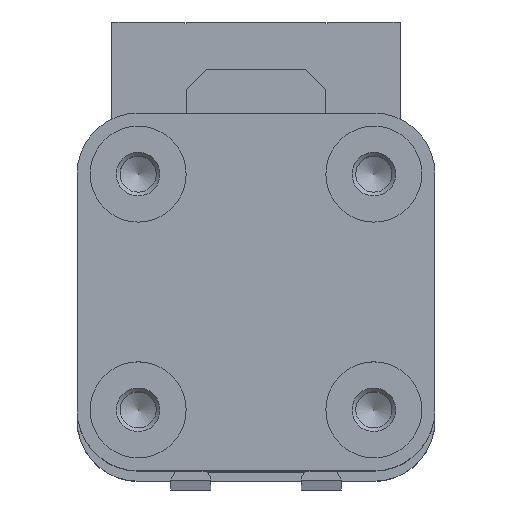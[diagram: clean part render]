
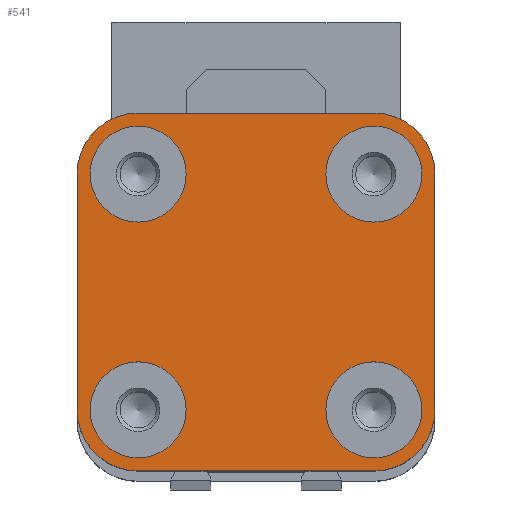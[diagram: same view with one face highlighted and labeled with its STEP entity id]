
A CAD part, top view. The second image highlights one B-rep face of the part: STEP entity #541.
In plain terms, the highlighted planar face has unit normal (0, 0, 1).
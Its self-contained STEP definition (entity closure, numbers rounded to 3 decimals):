
#541 = ADVANCED_FACE( '', ( #1168, #1169, #1170, #1171, #1172 ), #1173, .T. );
#1168 = FACE_BOUND( '', #1899, .T. );
#1169 = FACE_BOUND( '', #1900, .T. );
#1170 = FACE_BOUND( '', #1901, .T. );
#1171 = FACE_BOUND( '', #1902, .T. );
#1172 = FACE_OUTER_BOUND( '', #1903, .T. );
#1173 = PLANE( '', #1904 );
#1899 = EDGE_LOOP( '', ( #3198 ) );
#1900 = EDGE_LOOP( '', ( #3199 ) );
#1901 = EDGE_LOOP( '', ( #3200 ) );
#1902 = EDGE_LOOP( '', ( #3201 ) );
#1903 = EDGE_LOOP( '', ( #3202, #3203, #3204, #3205, #3206, #3207, #3208, #3209 ) );
#1904 = AXIS2_PLACEMENT_3D( '', #3210, #3211, #3212 );
#3198 = ORIENTED_EDGE( '', *, *, #4334, .T. );
#3199 = ORIENTED_EDGE( '', *, *, #4559, .T. );
#3200 = ORIENTED_EDGE( '', *, *, #4494, .T. );
#3201 = ORIENTED_EDGE( '', *, *, #4560, .T. );
#3202 = ORIENTED_EDGE( '', *, *, #4227, .T. );
#3203 = ORIENTED_EDGE( '', *, *, #4561, .T. );
#3204 = ORIENTED_EDGE( '', *, *, #4562, .T. );
#3205 = ORIENTED_EDGE( '', *, *, #4425, .T. );
#3206 = ORIENTED_EDGE( '', *, *, #4563, .T. );
#3207 = ORIENTED_EDGE( '', *, *, #4419, .T. );
#3208 = ORIENTED_EDGE( '', *, *, #4564, .T. );
#3209 = ORIENTED_EDGE( '', *, *, #4565, .T. );
#3210 = CARTESIAN_POINT( '', ( -13.5, -13.5, 350. ) );
#3211 = DIRECTION( '', ( 0., 0., 1. ) );
#3212 = DIRECTION( '', ( 1., 0., 0. ) );
#4227 = EDGE_CURVE( '', #5057, #5055, #5058, .T. );
#4334 = EDGE_CURVE( '', #5222, #5222, #5223, .F. );
#4419 = EDGE_CURVE( '', #5355, #5353, #5356, .T. );
#4425 = EDGE_CURVE( '', #5364, #5362, #5365, .T. );
#4494 = EDGE_CURVE( '', #5464, #5464, #5465, .F. );
#4559 = EDGE_CURVE( '', #5556, #5556, #5557, .F. );
#4560 = EDGE_CURVE( '', #5558, #5558, #5559, .F. );
#4561 = EDGE_CURVE( '', #5055, #5560, #5561, .T. );
#4562 = EDGE_CURVE( '', #5560, #5364, #5562, .T. );
#4563 = EDGE_CURVE( '', #5362, #5355, #5563, .T. );
#4564 = EDGE_CURVE( '', #5353, #5564, #5565, .T. );
#4565 = EDGE_CURVE( '', #5564, #5057, #5566, .T. );
#5055 = VERTEX_POINT( '', #6183 );
#5057 = VERTEX_POINT( '', #6186 );
#5058 = LINE( '', #6187, #6188 );
#5222 = VERTEX_POINT( '', #6413 );
#5223 = CIRCLE( '', #6414, 5.5 );
#5353 = VERTEX_POINT( '', #6596 );
#5355 = VERTEX_POINT( '', #6599 );
#5356 = CIRCLE( '', #6600, 7. );
#5362 = VERTEX_POINT( '', #6607 );
#5364 = VERTEX_POINT( '', #6610 );
#5365 = CIRCLE( '', #6611, 7. );
#5464 = VERTEX_POINT( '', #6748 );
#5465 = CIRCLE( '', #6749, 5.5 );
#5556 = VERTEX_POINT( '', #6880 );
#5557 = CIRCLE( '', #6881, 5.5 );
#5558 = VERTEX_POINT( '', #6882 );
#5559 = CIRCLE( '', #6883, 5.5 );
#5560 = VERTEX_POINT( '', #6884 );
#5561 = CIRCLE( '', #6885, 7. );
#5562 = LINE( '', #6886, #6887 );
#5563 = LINE( '', #6888, #6889 );
#5564 = VERTEX_POINT( '', #6890 );
#5565 = LINE( '', #6891, #6892 );
#5566 = CIRCLE( '', #6893, 7. );
#6183 = CARTESIAN_POINT( '', ( -20.5, -13.5, 350. ) );
#6186 = CARTESIAN_POINT( '', ( -20.5, 13.5, 350. ) );
#6187 = CARTESIAN_POINT( '', ( -20.5, 13.5, 350. ) );
#6188 = VECTOR( '', #7399, 1000. );
#6413 = CARTESIAN_POINT( '', ( 19., -13.5, 350. ) );
#6414 = AXIS2_PLACEMENT_3D( '', #7509, #7510, #7511 );
#6596 = CARTESIAN_POINT( '', ( 13.5, 20.5, 350. ) );
#6599 = CARTESIAN_POINT( '', ( 20.5, 13.5, 350. ) );
#6600 = AXIS2_PLACEMENT_3D( '', #7589, #7590, #7591 );
#6607 = CARTESIAN_POINT( '', ( 20.5, -13.5, 350. ) );
#6610 = CARTESIAN_POINT( '', ( 13.5, -20.5, 350. ) );
#6611 = AXIS2_PLACEMENT_3D( '', #7597, #7598, #7599 );
#6748 = CARTESIAN_POINT( '', ( 19., 13.5, 350. ) );
#6749 = AXIS2_PLACEMENT_3D( '', #7668, #7669, #7670 );
#6880 = CARTESIAN_POINT( '', ( -8., -13.5, 350. ) );
#6881 = AXIS2_PLACEMENT_3D( '', #7726, #7727, #7728 );
#6882 = CARTESIAN_POINT( '', ( -8., 13.5, 350. ) );
#6883 = AXIS2_PLACEMENT_3D( '', #7729, #7730, #7731 );
#6884 = CARTESIAN_POINT( '', ( -13.5, -20.5, 350. ) );
#6885 = AXIS2_PLACEMENT_3D( '', #7732, #7733, #7734 );
#6886 = CARTESIAN_POINT( '', ( -13.5, -20.5, 350. ) );
#6887 = VECTOR( '', #7735, 1000. );
#6888 = CARTESIAN_POINT( '', ( 20.5, -13.5, 350. ) );
#6889 = VECTOR( '', #7736, 1000. );
#6890 = CARTESIAN_POINT( '', ( -13.5, 20.5, 350. ) );
#6891 = CARTESIAN_POINT( '', ( 13.5, 20.5, 350. ) );
#6892 = VECTOR( '', #7737, 1000. );
#6893 = AXIS2_PLACEMENT_3D( '', #7738, #7739, #7740 );
#7399 = DIRECTION( '', ( 0., -1., 0. ) );
#7509 = CARTESIAN_POINT( '', ( 13.5, -13.5, 350. ) );
#7510 = DIRECTION( '', ( 0., 0., 1. ) );
#7511 = DIRECTION( '', ( 1., 0., 0. ) );
#7589 = CARTESIAN_POINT( '', ( 13.5, 13.5, 350. ) );
#7590 = DIRECTION( '', ( 0., 0., 1. ) );
#7591 = DIRECTION( '', ( 1., 0., 0. ) );
#7597 = CARTESIAN_POINT( '', ( 13.5, -13.5, 350. ) );
#7598 = DIRECTION( '', ( 0., 0., 1. ) );
#7599 = DIRECTION( '', ( 1., 0., 0. ) );
#7668 = CARTESIAN_POINT( '', ( 13.5, 13.5, 350. ) );
#7669 = DIRECTION( '', ( 0., 0., 1. ) );
#7670 = DIRECTION( '', ( 1., 0., 0. ) );
#7726 = CARTESIAN_POINT( '', ( -13.5, -13.5, 350. ) );
#7727 = DIRECTION( '', ( 0., 0., 1. ) );
#7728 = DIRECTION( '', ( 1., 0., 0. ) );
#7729 = CARTESIAN_POINT( '', ( -13.5, 13.5, 350. ) );
#7730 = DIRECTION( '', ( 0., 0., 1. ) );
#7731 = DIRECTION( '', ( 1., 0., 0. ) );
#7732 = CARTESIAN_POINT( '', ( -13.5, -13.5, 350. ) );
#7733 = DIRECTION( '', ( 0., 0., 1. ) );
#7734 = DIRECTION( '', ( 1., 0., 0. ) );
#7735 = DIRECTION( '', ( 1., 0., 0. ) );
#7736 = DIRECTION( '', ( 0., 1., 0. ) );
#7737 = DIRECTION( '', ( -1., 0., 0. ) );
#7738 = CARTESIAN_POINT( '', ( -13.5, 13.5, 350. ) );
#7739 = DIRECTION( '', ( 0., 0., 1. ) );
#7740 = DIRECTION( '', ( 1., 0., 0. ) );
